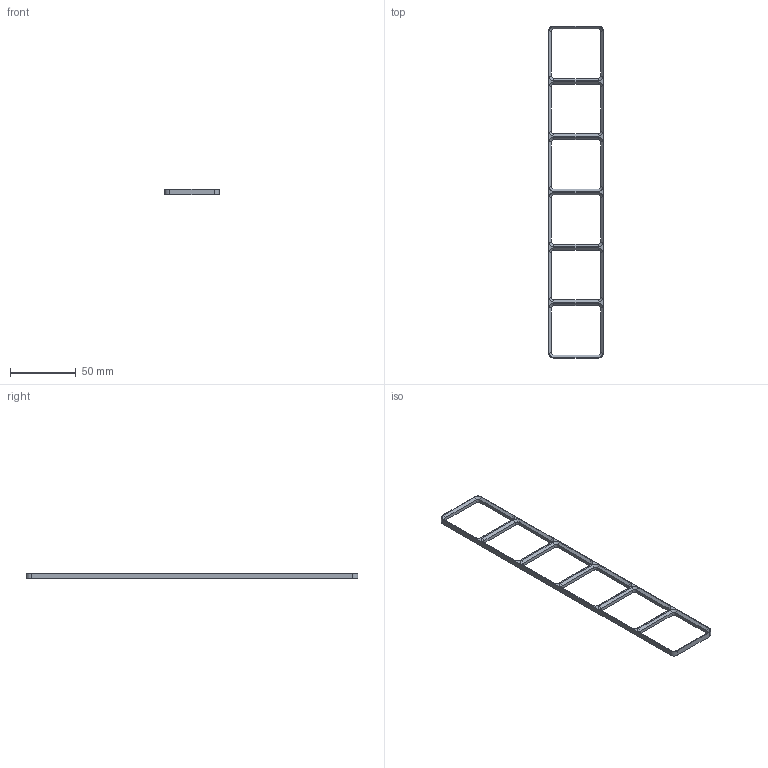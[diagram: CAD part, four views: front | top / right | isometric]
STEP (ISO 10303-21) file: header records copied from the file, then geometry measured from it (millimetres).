
FILE_DESCRIPTION(/* description */ (''),/* implementation_level */ '2;1');
FILE_NAME(/* name */ 'Lt Frame 1x6',/* time_stamp */ '2024-06-14T16:47:01+03:00',/* author */ (''),/* organization */ (''),/* preprocessor_version */ 'ST-DEVELOPER v19.2',/* originating_system */ 'Rhino 8.2',/* authorisation */ '');
FILE_SCHEMA (('CONFIG_CONTROL_DESIGN'));
Length unit declared in the file: millimetre
Products named in the file (1): Document
Bounding box: 42 x 252 x 4.15 mm (x, y, z)
Volume: 7315.7 mm3; surface area: 9373 mm2
Topology: 1 solids, 1 shells, 106 faces, 264 edges, 160 vertices
Faces by surface type: plane 54, cylinder 28, bspline 24
Entity records: 3500 total; most frequent: CARTESIAN_POINT 1284, ORIENTED_EDGE 528, EDGE_CURVE 264, DIRECTION 246, B_SPLINE_CURVE_WITH_KNOTS 184, AXIS2_PLACEMENT_3D 164, VERTEX_POINT 160, EDGE_LOOP 118
